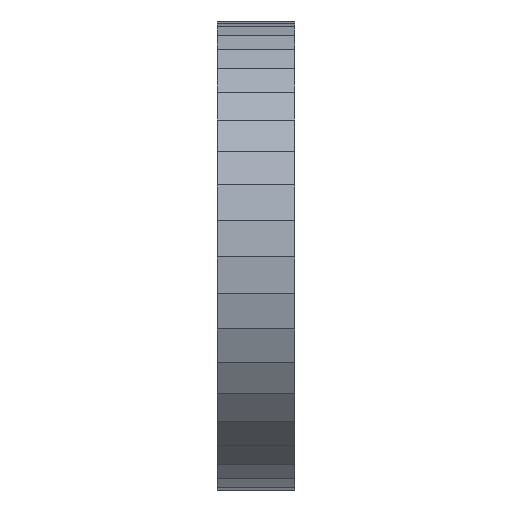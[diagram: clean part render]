
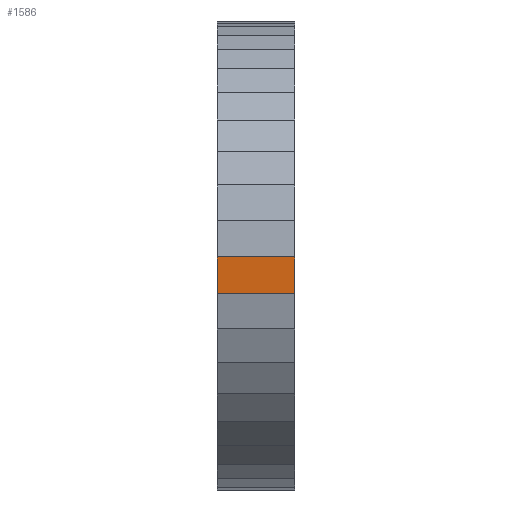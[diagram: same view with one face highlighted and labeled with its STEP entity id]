
A CAD part, left-side view. The second image highlights one B-rep face of the part: STEP entity #1586.
In plain terms, the highlighted planar face has unit normal (0.997, 0, 0.079).
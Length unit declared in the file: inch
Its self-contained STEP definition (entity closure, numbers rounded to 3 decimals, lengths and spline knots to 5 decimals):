
#32=FACE_OUTER_BOUND('',#110,.T.);
#110=EDGE_LOOP('',(#1070,#1071,#1072,#1073));
#195=LINE('',#2178,#413);
#235=LINE('',#2258,#453);
#237=LINE('',#2262,#455);
#238=LINE('',#2263,#456);
#413=VECTOR('',#1780,39.37008);
#453=VECTOR('',#1848,39.37008);
#455=VECTOR('',#1852,39.37008);
#456=VECTOR('',#1853,39.37008);
#631=VERTEX_POINT('',#2175);
#632=VERTEX_POINT('',#2177);
#658=VERTEX_POINT('',#2257);
#659=VERTEX_POINT('',#2261);
#779=EDGE_CURVE('',#631,#632,#195,.T.);
#819=EDGE_CURVE('',#658,#632,#235,.T.);
#821=EDGE_CURVE('',#659,#631,#237,.T.);
#822=EDGE_CURVE('',#659,#658,#238,.T.);
#1070=ORIENTED_EDGE('',*,*,#821,.F.);
#1071=ORIENTED_EDGE('',*,*,#822,.T.);
#1072=ORIENTED_EDGE('',*,*,#819,.T.);
#1073=ORIENTED_EDGE('',*,*,#779,.F.);
#1430=PLANE('',#1691);
#1586=ADVANCED_FACE('',(#32),#1430,.F.);
#1691=AXIS2_PLACEMENT_3D('',#2260,#1850,#1851);
#1780=DIRECTION('',(-0.078,0.,0.997));
#1848=DIRECTION('',(0.,-1.,0.));
#1850=DIRECTION('center_axis',(-0.997,0.,
-0.078));
#1851=DIRECTION('ref_axis',(-0.078,0.,0.997));
#1852=DIRECTION('',(0.,-1.,0.));
#1853=DIRECTION('',(-0.078,0.,0.997));
#2175=CARTESIAN_POINT('',(-0.41229,0.11391,-0.6584));
#2177=CARTESIAN_POINT('',(-0.41375,0.11391,-0.63986));
#2178=CARTESIAN_POINT('',(-0.41229,0.11391,-0.6584));
#2257=CARTESIAN_POINT('',(-0.41375,0.15328,-0.63986));
#2258=CARTESIAN_POINT('',(-0.41375,0.11391,-0.63986));
#2260=CARTESIAN_POINT('Origin',(-0.41375,0.11391,-0.63986));
#2261=CARTESIAN_POINT('',(-0.41229,0.15328,-0.6584));
#2262=CARTESIAN_POINT('',(-0.41229,0.11391,-0.6584));
#2263=CARTESIAN_POINT('',(-0.41229,0.15328,-0.6584));
